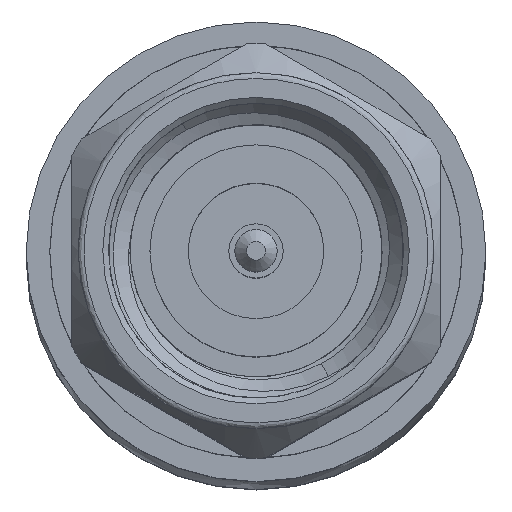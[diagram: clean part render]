
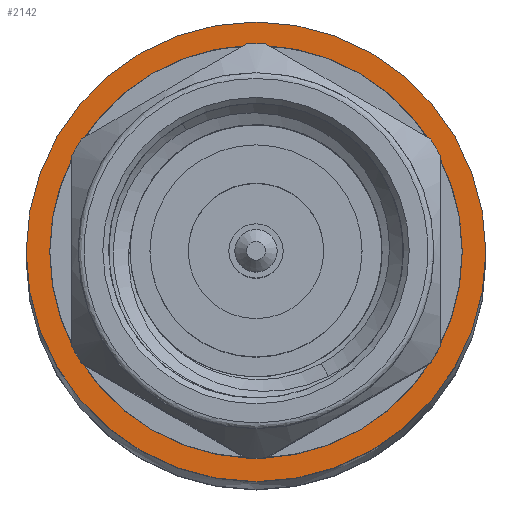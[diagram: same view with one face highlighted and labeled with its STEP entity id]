
A CAD part, top view. The second image highlights one B-rep face of the part: STEP entity #2142.
In plain terms, the highlighted face is planar.
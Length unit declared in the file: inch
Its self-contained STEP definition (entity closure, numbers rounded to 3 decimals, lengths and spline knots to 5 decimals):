
#50 = VERTEX_POINT ( 'NONE', #2583 ) ;
#258 = EDGE_LOOP ( 'NONE', ( #867 ) ) ;
#333 = CARTESIAN_POINT ( 'NONE',  ( 0.56813, 0., 0. ) ) ;
#517 = CARTESIAN_POINT ( 'NONE',  ( 0.56813, 0., 0. ) ) ;
#670 = ORIENTED_EDGE ( 'NONE', *, *, #2563, .F. ) ;
#702 = AXIS2_PLACEMENT_3D ( 'NONE', #333, #2666, #2109 ) ;
#757 = CIRCLE ( 'NONE', #702, 0.175 ) ;
#867 = ORIENTED_EDGE ( 'NONE', *, *, #2916, .T. ) ;
#1293 = DIRECTION ( 'NONE',  ( 0., 0., 1. ) ) ;
#1313 = DIRECTION ( 'NONE',  ( 1., 0., 0. ) ) ;
#1330 = FACE_OUTER_BOUND ( 'NONE', #258, .T. ) ;
#1347 = DIRECTION ( 'NONE',  ( 0., 0., -1. ) ) ;
#1715 = AXIS2_PLACEMENT_3D ( 'NONE', #517, #2589, #1293 ) ;
#1821 = VERTEX_POINT ( 'NONE', #2596 ) ;
#1852 = PLANE ( 'NONE',  #2621 ) ;
#1868 = FACE_BOUND ( 'NONE', #3248, .T. ) ;
#2109 = DIRECTION ( 'NONE',  ( 0., 0., -1. ) ) ;
#2142 = ADVANCED_FACE ( 'NONE', ( #1868, #1330 ), #1852, .F. ) ;
#2563 = EDGE_CURVE ( 'NONE', #1821, #1821, #757, .T. ) ;
#2583 = CARTESIAN_POINT ( 'NONE',  ( 0.56813, 0., 0.195 ) ) ;
#2589 = DIRECTION ( 'NONE',  ( -1., 0., 0. ) ) ;
#2596 = CARTESIAN_POINT ( 'NONE',  ( 0.56813, 0., -0.175 ) ) ;
#2621 = AXIS2_PLACEMENT_3D ( 'NONE', #3125, #1313, #1347 ) ;
#2666 = DIRECTION ( 'NONE',  ( -1., 0., 0. ) ) ;
#2916 = EDGE_CURVE ( 'NONE', #50, #50, #3171, .T. ) ;
#3125 = CARTESIAN_POINT ( 'NONE',  ( 0.56813, 0., 0. ) ) ;
#3171 = CIRCLE ( 'NONE', #1715, 0.195 ) ;
#3248 = EDGE_LOOP ( 'NONE', ( #670 ) ) ;
